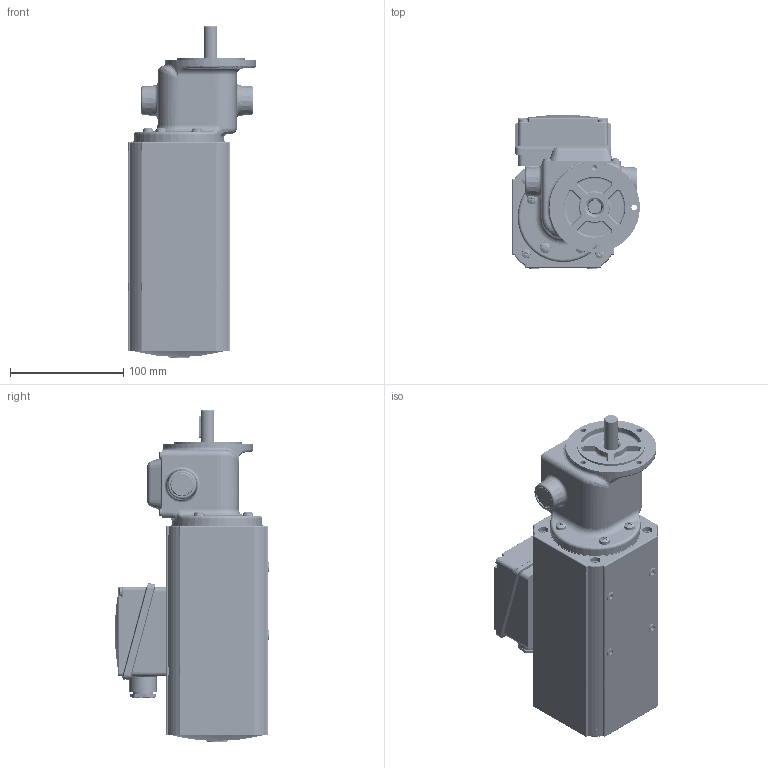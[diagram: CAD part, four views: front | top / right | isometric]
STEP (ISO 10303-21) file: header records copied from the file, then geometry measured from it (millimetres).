
FILE_DESCRIPTION (( 'STEP AP214' ), '1' );
FILE_NAME ('Motor IGKU80-60B mit Getr. Z5.STEP', '2017-12-07T13:57:11', ( 'gfeller' ), ( '' ), 'SwSTEP 2.0', 'SolidWorks 2017', '' );
FILE_SCHEMA (( 'AUTOMOTIVE_DESIGN' ));
Length unit declared in the file: millimetre
Products named in the file (1): Motor IGKU80-60B mit Getr. Z5
Bounding box: 112.98 x 136.43 x 293.5 mm (x, y, z)
Volume: 654206.8 mm3; surface area: 409303.8 mm2
Topology: 129 solids, 130 shells, 5056 faces, 11924 edges, 7066 vertices
Faces by surface type: cylinder 1738, plane 1694, cone 822, torus 469, bspline 173, sphere 160
Entity records: 213344 total; most frequent: CARTESIAN_POINT 40832, DIRECTION 25365, ORIENTED_EDGE 23352, EDGE_CURVE 11676, AXIS2_PLACEMENT_3D 10148, VERTEX_POINT 7058, EDGE_LOOP 5556, CIRCLE 5264
